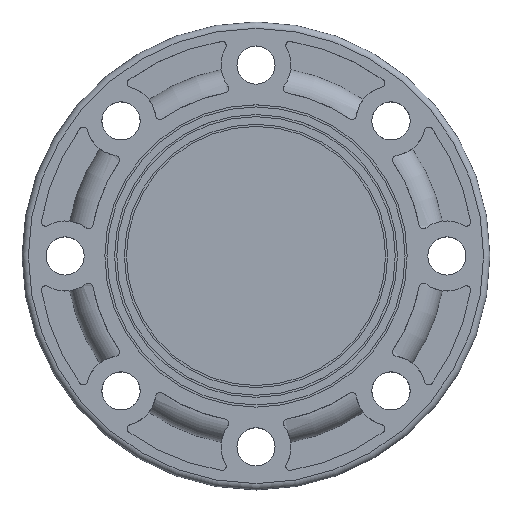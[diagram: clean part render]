
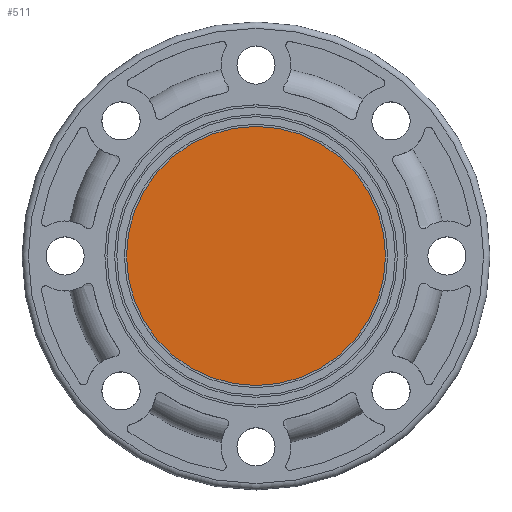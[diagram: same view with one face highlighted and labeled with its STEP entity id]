
A CAD part, top view. The second image highlights one B-rep face of the part: STEP entity #511.
In plain terms, the highlighted planar face has unit normal (0, 0, 1).
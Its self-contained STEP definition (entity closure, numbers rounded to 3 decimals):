
#195=FACE_OUTER_BOUND('',#1383,.T.);
#511=ADVANCED_FACE('',(#195),#826,.T.);
#826=PLANE('',#5659);
#1032=CIRCLE('',#5656,61.05);
#1383=EDGE_LOOP('',(#2454));
#2454=ORIENTED_EDGE('',*,*,#4598,.T.);
#4036=VERTEX_POINT('',#8608);
#4598=EDGE_CURVE('',#4036,#4036,#1032,.T.);
#5656=AXIS2_PLACEMENT_3D('',#8607,#6341,#6342);
#5659=AXIS2_PLACEMENT_3D('',#8611,#6347,#6348);
#6341=DIRECTION('',(0.,0.,1.));
#6342=DIRECTION('',(1.,0.,0.));
#6347=DIRECTION('',(0.,0.,1.));
#6348=DIRECTION('',(1.,0.,0.));
#8607=CARTESIAN_POINT('',(884.,0.,23.2));
#8608=CARTESIAN_POINT('',(945.05,0.,23.2));
#8611=CARTESIAN_POINT('',(884.,0.,23.2));
